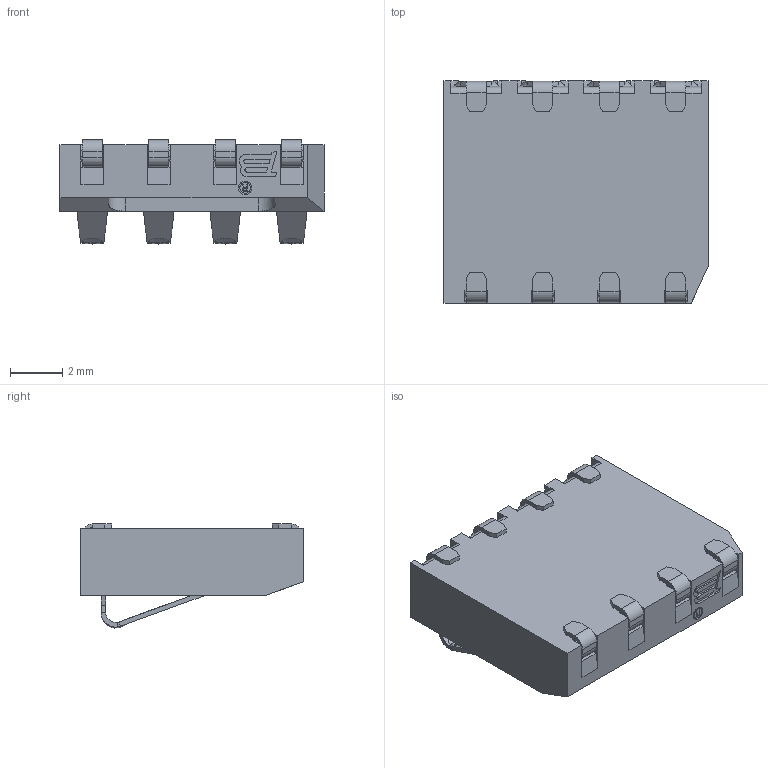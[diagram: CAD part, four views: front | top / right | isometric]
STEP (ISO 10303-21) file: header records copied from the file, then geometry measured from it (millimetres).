
FILE_DESCRIPTION((''),'2;1');
FILE_NAME('70AAJ-4-M0','2021-11-08T16:35:13',('RICKB'),('Bourns, Inc.'),'CREO PARAMETRIC BY PTC INC, 2018050','CREO PARAMETRIC BY PTC INC, 2018050','');
FILE_SCHEMA(('AUTOMOTIVE_DESIGN { 1 0 10303 214 1 1 1 1 }'));
Length unit declared in the file: inch
Products named in the file (1): 70AAJ-4-M0
Bounding box: 10.08 x 8.48 x 3.97 mm (x, y, z)
Volume: 131.2 mm3; surface area: 633.7 mm2
Topology: 1 solids, 1 shells, 797 faces, 2111 edges, 1267 vertices
Faces by surface type: plane 563, cylinder 162, bspline 64, sphere 8
Entity records: 33261 total; most frequent: CARTESIAN_POINT 7045, ORIENTED_EDGE 4190, DIRECTION 3793, PRESENTATION_STYLE_ASSIGNMENT 2139, STYLED_ITEM 2099, CURVE_STYLE 2095, EDGE_CURVE 2095, VECTOR 1651
